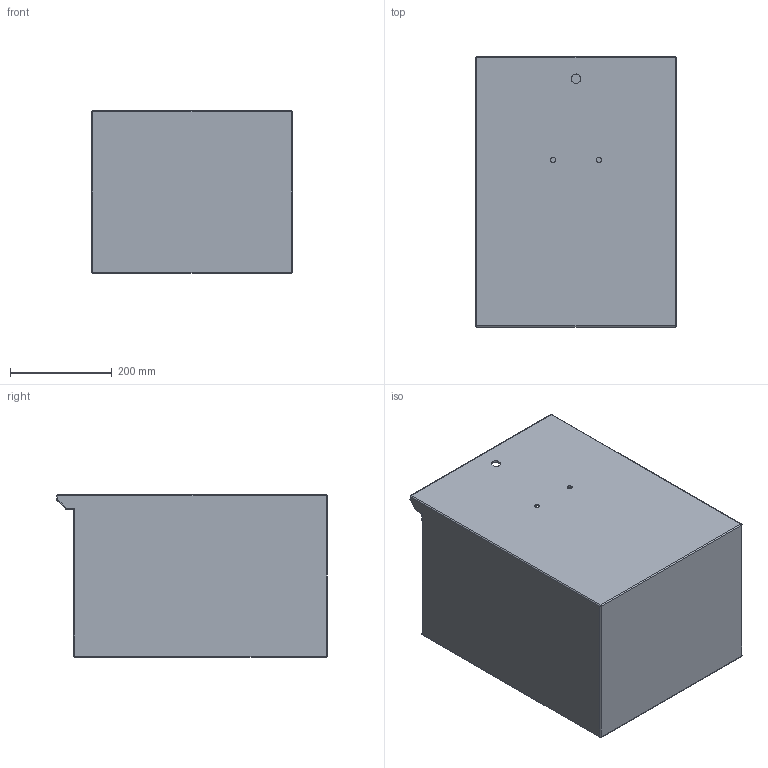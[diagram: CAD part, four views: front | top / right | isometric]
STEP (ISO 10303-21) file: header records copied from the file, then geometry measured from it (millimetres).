
FILE_DESCRIPTION (( 'STEP AP214' ), '1' );
FILE_NAME ('Drawer.STEP', '2024-04-17T02:55:44', ( '' ), ( '' ), 'SwSTEP 2.0', 'SolidWorks 2022', '' );
FILE_SCHEMA (( 'AUTOMOTIVE_DESIGN' ));
Length unit declared in the file: millimetre
Products named in the file (1): Drawer
Bounding box: 393 x 530 x 318 mm (x, y, z)
Volume: 2509787.6 mm3; surface area: 1676377.3 mm2
Topology: 1 solids, 1 shells, 63 faces, 157 edges, 88 vertices
Faces by surface type: cylinder 33, plane 20, sphere 10
Entity records: 1833 total; most frequent: DIRECTION 329, CARTESIAN_POINT 313, ORIENTED_EDGE 298, EDGE_CURVE 149, AXIS2_PLACEMENT_3D 120, LINE 89, VECTOR 89, VERTEX_POINT 88
